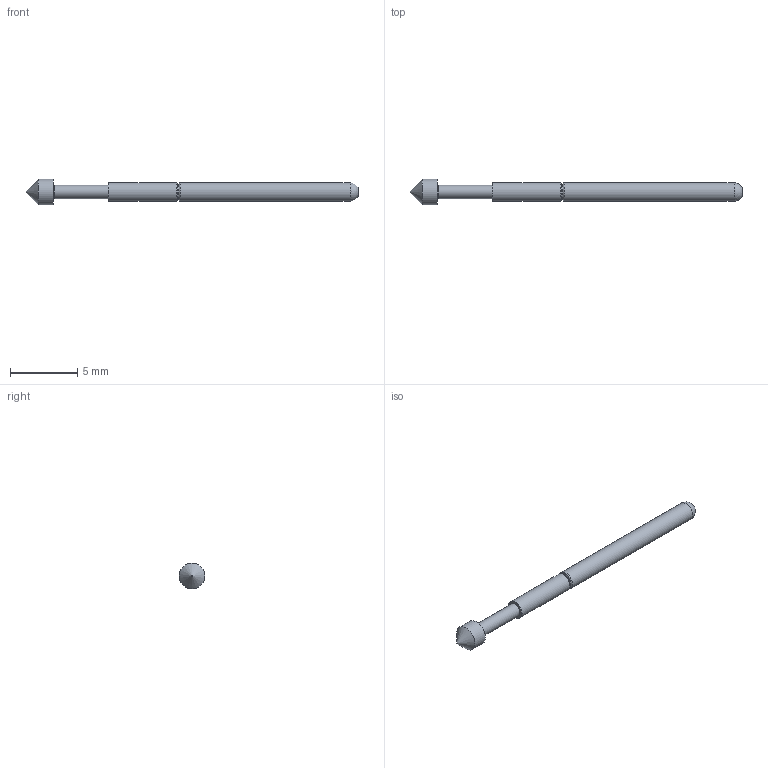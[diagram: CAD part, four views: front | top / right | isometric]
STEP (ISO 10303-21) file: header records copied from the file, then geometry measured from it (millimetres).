
FILE_DESCRIPTION (( 'STEP AP214' ), '1' );
FILE_NAME ('100-1601.STEP', '2023-02-01T16:56:07', ( '' ), ( '' ), 'SwSTEP 2.0', 'SolidWorks 2020', '' );
FILE_SCHEMA (( 'AUTOMOTIVE_DESIGN' ));
Length unit declared in the file: inch
Products named in the file (1): 100-1601
Bounding box: 24.64 x 1.91 x 1.91 mm (x, y, z)
Volume: 34.3 mm3; surface area: 106.6 mm2
Topology: 1 solids, 1 shells, 19 faces, 40 edges, 25 vertices
Faces by surface type: plane 5, cylinder 5, cone 4, torus 4, sphere 1
Full cylindrical faces by diameter (mm): 1.016 x1, 1.163 x1, 1.367 x2, 1.905 x1
Entity records: 661 total; most frequent: DIRECTION 76, CARTESIAN_POINT 56, AXIS2_PLACEMENT_3D 38, ORIENTED_EDGE 36, EDGE_LOOP 36, FACE_OUTER_BOUND 29, UNCERTAINTY_MEASURE_WITH_UNIT 22, DIMENSIONAL_EXPONENTS 22
